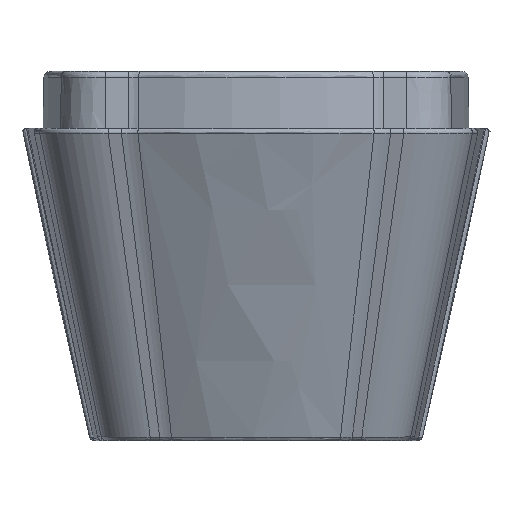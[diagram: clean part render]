
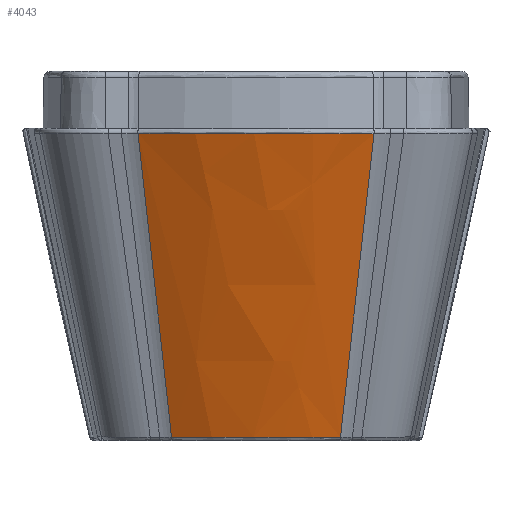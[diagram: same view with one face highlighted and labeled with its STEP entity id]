
A CAD part, front view. The second image highlights one B-rep face of the part: STEP entity #4043.
In plain terms, the highlighted free-form (B-spline) face has degree [3, 1] with [5, 2] control points.
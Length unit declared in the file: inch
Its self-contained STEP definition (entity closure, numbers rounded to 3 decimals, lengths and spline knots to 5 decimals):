
#376 = EDGE_CURVE ( 'NONE', #17032, #3104, #17354, .T. ) ;
#1420 = CARTESIAN_POINT ( 'NONE',  ( 0.81843, -2.36778, 1.8405 ) ) ;
#1523 = CARTESIAN_POINT ( 'NONE',  ( 0.56355, -2.46989, 1.87951 ) ) ;
#2614 = EDGE_CURVE ( 'NONE', #3104, #24975, #16279, .T. ) ;
#3104 = VERTEX_POINT ( 'NONE', #3156 ) ;
#3137 = VECTOR ( 'NONE', #8532, 39.37008 ) ;
#3156 = CARTESIAN_POINT ( 'NONE',  ( -0.58542, -1.69376, -0.26179 ) ) ;
#3294 = ORIENTED_EDGE ( 'NONE', *, *, #2614, .T. ) ;
#3994 = CARTESIAN_POINT ( 'NONE',  ( -0.14179, -2.50139, 1.8405 ) ) ;
#4043 = ADVANCED_FACE ( 'NONE', ( #17242 ), #11785, .T. ) ;
#5860 = CARTESIAN_POINT ( 'NONE',  ( 0.82276, -2.38029, 1.87951 ) ) ;
#6056 = CARTESIAN_POINT ( 'NONE',  ( -0.81843, -2.36778, 1.8405 ) ) ;
#6105 = CARTESIAN_POINT ( 'NONE',  ( -0.81843, -2.36778, 1.8405 ) ) ;
#6167 = CARTESIAN_POINT ( 'NONE',  ( -0.39916, -1.74951, -0.28584 ) ) ;
#7804 = CARTESIAN_POINT ( 'NONE',  ( -0.58276, -1.68605, -0.28584 ) ) ;
#8223 = CARTESIAN_POINT ( 'NONE',  ( -0.70276, -2.03317, 0.79683 ) ) ;
#8532 = DIRECTION ( 'NONE',  ( 0.105, 0.304, -0.947 ) ) ;
#8787 = CARTESIAN_POINT ( 'NONE',  ( -0.27983, -2.49033, 1.8405 ) ) ;
#9371 = VECTOR ( 'NONE', #15251, 39.37008 ) ;
#10784 = ORIENTED_EDGE ( 'NONE', *, *, #24111, .T. ) ;
#10899 = CARTESIAN_POINT ( 'NONE',  ( -0.68634, -2.41344, 1.8405 ) ) ;
#11064 = CARTESIAN_POINT ( 'NONE',  ( 0.70276, -2.03317, 0.79683 ) ) ;
#11533 = ORIENTED_EDGE ( 'NONE', *, *, #376, .T. ) ;
#11785 = B_SPLINE_SURFACE_WITH_KNOTS ( 'NONE', 3, 1, ( 
 ( #5860, #22003 ),
 ( #1523, #19772 ),
 ( #28259, #17541 ),
 ( #26632, #6167 ),
 ( #24399, #7804 ) ),
 .UNSPECIFIED., .F., .F., .F.,
 ( 4, 1, 4 ),
 ( 2, 2 ),
 ( 0., 0.5, 1. ),
 ( 0., 1. ),
 .UNSPECIFIED. ) ;
#13134 = CARTESIAN_POINT ( 'NONE',  ( 0.06733, -2.50531, 1.8405 ) ) ;
#15005 = EDGE_CURVE ( 'NONE', #17032, #16976, #24812, .T. ) ;
#15251 = DIRECTION ( 'NONE',  ( 0.105, -0.304, 0.947 ) ) ;
#15640 = CARTESIAN_POINT ( 'NONE',  ( -0.40099, -1.75751, -0.26179 ) ) ;
#16141 = EDGE_LOOP ( 'NONE', ( #11533, #3294, #10784, #21265 ) ) ;
#16279 = B_SPLINE_CURVE_WITH_KNOTS ( 'NONE', 3,
 ( #29332, #15640, #27113, #29479, #19976 ),
 .UNSPECIFIED., .F., .F.,
 ( 4, 1, 4 ),
 ( 0., 0.5, 1. ),
 .UNSPECIFIED. ) ;
#16976 = VERTEX_POINT ( 'NONE', #1420 ) ;
#17032 = VERTEX_POINT ( 'NONE', #6056 ) ;
#17242 = FACE_OUTER_BOUND ( 'NONE', #16141, .T. ) ;
#17354 = LINE ( 'NONE', #8223, #3137 ) ;
#17541 = CARTESIAN_POINT ( 'NONE',  ( 0., -1.81833, -0.28584 ) ) ;
#17918 = CARTESIAN_POINT ( 'NONE',  ( 0.55142, -2.44753, 1.8405 ) ) ;
#18069 = CARTESIAN_POINT ( 'NONE',  ( 0.81843, -2.36778, 1.8405 ) ) ;
#19772 = CARTESIAN_POINT ( 'NONE',  ( 0.39916, -1.74951, -0.28584 ) ) ;
#19976 = CARTESIAN_POINT ( 'NONE',  ( 0.58542, -1.69376, -0.26179 ) ) ;
#20018 = CARTESIAN_POINT ( 'NONE',  ( 0.34493, -2.48212, 1.8405 ) ) ;
#20158 = CARTESIAN_POINT ( 'NONE',  ( -0.55224, -2.44725, 1.8405 ) ) ;
#21265 = ORIENTED_EDGE ( 'NONE', *, *, #15005, .F. ) ;
#22003 = CARTESIAN_POINT ( 'NONE',  ( 0.58276, -1.68605, -0.28584 ) ) ;
#22239 = CARTESIAN_POINT ( 'NONE',  ( 0.13693, -2.50239, 1.8405 ) ) ;
#22674 = CARTESIAN_POINT ( 'NONE',  ( -0.1764, -2.49916, 1.8405 ) ) ;
#24111 = EDGE_CURVE ( 'NONE', #24975, #16976, #24644, .T. ) ;
#24399 = CARTESIAN_POINT ( 'NONE',  ( -0.82276, -2.38029, 1.87951 ) ) ;
#24624 = CARTESIAN_POINT ( 'NONE',  ( -0.03742, -2.5052, 1.8405 ) ) ;
#24644 = LINE ( 'NONE', #11064, #9371 ) ;
#24812 = B_SPLINE_CURVE_WITH_KNOTS ( 'NONE', 3,
 ( #6105, #10899, #20158, #29228, #8787, #22674, #3994, #26715, #24624, #13134, #22239, #29372, #20018, #17918, #27004, #18069 ),
 .UNSPECIFIED., .F., .F.,
 ( 4, 2, 2, 2, 2, 2, 2, 4 ),
 ( 0., 0.25, 0.375, 0.4375, 0.5, 0.625, 0.75, 1. ),
 .UNSPECIFIED. ) ;
#24975 = VERTEX_POINT ( 'NONE', #27171 ) ;
#26632 = CARTESIAN_POINT ( 'NONE',  ( -0.56355, -2.46989, 1.87951 ) ) ;
#26715 = CARTESIAN_POINT ( 'NONE',  ( -0.07233, -2.50442, 1.8405 ) ) ;
#27004 = CARTESIAN_POINT ( 'NONE',  ( 0.68634, -2.41344, 1.8405 ) ) ;
#27113 = CARTESIAN_POINT ( 'NONE',  ( 0., -1.82665, -0.26179 ) ) ;
#27171 = CARTESIAN_POINT ( 'NONE',  ( 0.58542, -1.69376, -0.26179 ) ) ;
#28259 = CARTESIAN_POINT ( 'NONE',  ( 0., -2.56707, 1.87951 ) ) ;
#29228 = CARTESIAN_POINT ( 'NONE',  ( -0.34829, -2.48162, 1.8405 ) ) ;
#29332 = CARTESIAN_POINT ( 'NONE',  ( -0.58542, -1.69376, -0.26179 ) ) ;
#29372 = CARTESIAN_POINT ( 'NONE',  ( 0.27568, -2.4908, 1.8405 ) ) ;
#29479 = CARTESIAN_POINT ( 'NONE',  ( 0.40099, -1.75751, -0.26179 ) ) ;
